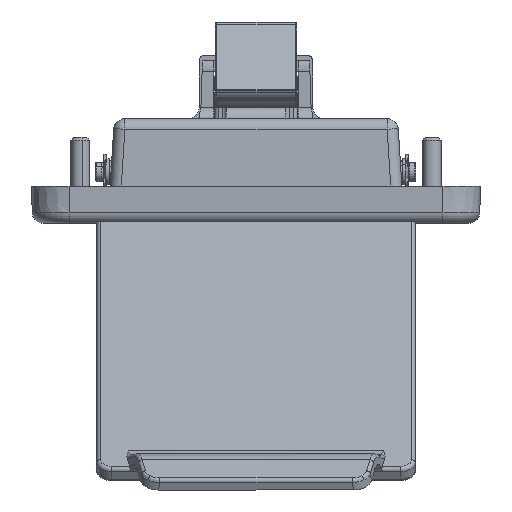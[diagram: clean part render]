
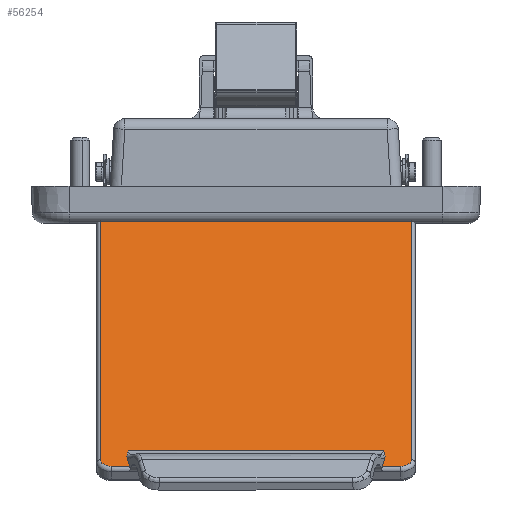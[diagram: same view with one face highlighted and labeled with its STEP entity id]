
A CAD part, left-side view. The second image highlights one B-rep face of the part: STEP entity #56254.
In plain terms, the highlighted face is planar.
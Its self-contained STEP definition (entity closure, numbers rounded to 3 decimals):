
#59 = ORIENTED_EDGE ( 'NONE', *, *, #42549, .T. ) ;
#75 = CARTESIAN_POINT ( 'NONE',  ( -57.695, 34.433, 0. ) ) ;
#784 = VECTOR ( 'NONE', #35301, 1000. ) ;
#1794 = LINE ( 'NONE', #22297, #17231 ) ;
#2002 = VERTEX_POINT ( 'NONE', #37040 ) ;
#2808 = ORIENTED_EDGE ( 'NONE', *, *, #6371, .T. ) ;
#3007 = VERTEX_POINT ( 'NONE', #25517 ) ;
#3398 = LINE ( 'NONE', #14149, #784 ) ;
#3737 = CARTESIAN_POINT ( 'NONE',  ( -61.482, 38.607, 0. ) ) ;
#3970 = DIRECTION ( 'NONE',  ( -0.985, 0.174, 0. ) ) ;
#4222 = CARTESIAN_POINT ( 'NONE',  ( -58.482, 38.607, 0. ) ) ;
#4724 = CARTESIAN_POINT ( 'NONE',  ( -61.482, -38.607, 0. ) ) ;
#5212 = DIRECTION ( 'NONE',  ( 0., 0., -1. ) ) ;
#5457 = CARTESIAN_POINT ( 'NONE',  ( -55.008, -34.282, 0. ) ) ;
#5475 = VERTEX_POINT ( 'NONE', #52963 ) ;
#5790 = CARTESIAN_POINT ( 'NONE',  ( -54.482, -34.148, 0. ) ) ;
#5829 = VECTOR ( 'NONE', #23955, 1000. ) ;
#5941 = ORIENTED_EDGE ( 'NONE', *, *, #39022, .F. ) ;
#6371 = EDGE_CURVE ( 'NONE', #24578, #65289, #41036, .T. ) ;
#8555 = CARTESIAN_POINT ( 'NONE',  ( 59.232, 41.607, 0. ) ) ;
#10194 = CARTESIAN_POINT ( 'NONE',  ( -55.007, 34.285, 0. ) ) ;
#10490 = CARTESIAN_POINT ( 'NONE',  ( -57.695, -34.433, 0. ) ) ;
#11042 = EDGE_CURVE ( 'NONE', #46929, #30294, #23806, .T. ) ;
#11426 = DIRECTION ( 'NONE',  ( 0., -1., 0. ) ) ;
#13351 = ORIENTED_EDGE ( 'NONE', *, *, #64949, .T. ) ;
#14149 = CARTESIAN_POINT ( 'NONE',  ( -75.512, 31.292, 0. ) ) ;
#14536 = LINE ( 'NONE', #23611, #5829 ) ;
#14730 = AXIS2_PLACEMENT_3D ( 'NONE', #34521, #39561, #60770 ) ;
#15524 = CARTESIAN_POINT ( 'NONE',  ( -57.157, -34.528, 0. ) ) ;
#16862 = LINE ( 'NONE', #22893, #30772 ) ;
#16976 = B_SPLINE_CURVE_WITH_KNOTS ( 'NONE', 3,
 ( #10490, #15524, #51515, #51860, #21572, #5457, #42089, #5790 ),
 .UNSPECIFIED., .F., .F.,
 ( 4, 2, 2, 4 ),
 ( 0., 0.002, 0.002, 0.003 ),
 .UNSPECIFIED. ) ;
#17231 = VECTOR ( 'NONE', #42815, 1000. ) ;
#17408 = DIRECTION ( 'NONE',  ( 0., 0., 1. ) ) ;
#18045 = FACE_OUTER_BOUND ( 'NONE', #19605, .T. ) ;
#19248 = CARTESIAN_POINT ( 'NONE',  ( -54.482, 34.148, 0. ) ) ;
#19318 = CARTESIAN_POINT ( 'NONE',  ( -58.482, 41.607, 0. ) ) ;
#19478 = CARTESIAN_POINT ( 'NONE',  ( -61.482, 33.766, 0. ) ) ;
#19605 = EDGE_LOOP ( 'NONE', ( #2808, #46660, #44033, #49653, #44365, #32778, #5941, #34264, #59, #45473, #60151, #13351 ) ) ;
#20596 = CARTESIAN_POINT ( 'NONE',  ( -55.539, 34.407, 0. ) ) ;
#21077 = LINE ( 'NONE', #22048, #52702 ) ;
#21376 = EDGE_CURVE ( 'NONE', #25258, #34295, #25081, .T. ) ;
#21572 = CARTESIAN_POINT ( 'NONE',  ( -55.54, -34.392, 0. ) ) ;
#21913 = CARTESIAN_POINT ( 'NONE',  ( 59.232, -41.607, 0. ) ) ;
#22048 = CARTESIAN_POINT ( 'NONE',  ( -62.482, -41.607, 0. ) ) ;
#22297 = CARTESIAN_POINT ( 'NONE',  ( -54.482, 35., 0. ) ) ;
#22434 = PLANE ( 'NONE',  #22574 ) ;
#22574 = AXIS2_PLACEMENT_3D ( 'NONE', #23760, #17408, #37930 ) ;
#22893 = CARTESIAN_POINT ( 'NONE',  ( -61.482, -42.607, 0. ) ) ;
#23611 = CARTESIAN_POINT ( 'NONE',  ( -62.482, 41.607, 0. ) ) ;
#23760 = CARTESIAN_POINT ( 'NONE',  ( -62.482, -39.607, 0. ) ) ;
#23806 = LINE ( 'NONE', #49376, #54019 ) ;
#23955 = DIRECTION ( 'NONE',  ( 1., 0., 0. ) ) ;
#24578 = VERTEX_POINT ( 'NONE', #8555 ) ;
#25081 = CIRCLE ( 'NONE', #50837, 3. ) ;
#25258 = VERTEX_POINT ( 'NONE', #3737 ) ;
#25375 = DIRECTION ( 'NONE',  ( 1., 0., 0. ) ) ;
#25517 = CARTESIAN_POINT ( 'NONE',  ( -54.482, 34.148, 0. ) ) ;
#28182 = VERTEX_POINT ( 'NONE', #19478 ) ;
#28571 = DIRECTION ( 'NONE',  ( 0., 1., 0. ) ) ;
#29329 = CARTESIAN_POINT ( 'NONE',  ( -57.157, 34.528, 0. ) ) ;
#30294 = VERTEX_POINT ( 'NONE', #41549 ) ;
#30772 = VECTOR ( 'NONE', #28571, 1000. ) ;
#32458 = EDGE_CURVE ( 'NONE', #44442, #46001, #45886, .T. ) ;
#32778 = ORIENTED_EDGE ( 'NONE', *, *, #57503, .T. ) ;
#33096 = B_SPLINE_CURVE_WITH_KNOTS ( 'NONE', 3,
 ( #19248, #10194, #20596, #40112, #29329, #75 ),
 .UNSPECIFIED., .F., .F.,
 ( 4, 2, 4 ),
 ( 0., 0.002, 0.003 ),
 .UNSPECIFIED. ) ;
#33629 = DIRECTION ( 'NONE',  ( 0., 1., 0. ) ) ;
#34264 = ORIENTED_EDGE ( 'NONE', *, *, #55353, .T. ) ;
#34295 = VERTEX_POINT ( 'NONE', #19318 ) ;
#34521 = CARTESIAN_POINT ( 'NONE',  ( -58.482, -38.607, 0. ) ) ;
#35301 = DIRECTION ( 'NONE',  ( -0.985, -0.174, 0. ) ) ;
#37040 = CARTESIAN_POINT ( 'NONE',  ( -57.695, 34.433, 0. ) ) ;
#37930 = DIRECTION ( 'NONE',  ( 1., 0., 0. ) ) ;
#38696 = CARTESIAN_POINT ( 'NONE',  ( -58.482, -41.607, 0. ) ) ;
#39022 = EDGE_CURVE ( 'NONE', #3007, #5475, #1794, .T. ) ;
#39561 = DIRECTION ( 'NONE',  ( 0., 0., -1. ) ) ;
#39675 = EDGE_CURVE ( 'NONE', #28182, #25258, #65920, .T. ) ;
#40112 = CARTESIAN_POINT ( 'NONE',  ( -56.618, 34.527, 0. ) ) ;
#40979 = EDGE_CURVE ( 'NONE', #46001, #30294, #16862, .T. ) ;
#41036 = LINE ( 'NONE', #57204, #44999 ) ;
#41452 = CARTESIAN_POINT ( 'NONE',  ( -57.695, -34.433, 0. ) ) ;
#41549 = CARTESIAN_POINT ( 'NONE',  ( -61.482, -33.766, 0. ) ) ;
#41577 = DIRECTION ( 'NONE',  ( -1., 0., 0. ) ) ;
#42089 = CARTESIAN_POINT ( 'NONE',  ( -54.743, -34.216, 0. ) ) ;
#42549 = EDGE_CURVE ( 'NONE', #2002, #28182, #3398, .T. ) ;
#42815 = DIRECTION ( 'NONE',  ( 0., -1., 0. ) ) ;
#44033 = ORIENTED_EDGE ( 'NONE', *, *, #32458, .T. ) ;
#44365 = ORIENTED_EDGE ( 'NONE', *, *, #11042, .F. ) ;
#44442 = VERTEX_POINT ( 'NONE', #38696 ) ;
#44999 = VECTOR ( 'NONE', #11426, 1000. ) ;
#45395 = CARTESIAN_POINT ( 'NONE',  ( -61.482, -42.607, 0. ) ) ;
#45473 = ORIENTED_EDGE ( 'NONE', *, *, #39675, .T. ) ;
#45886 = CIRCLE ( 'NONE', #14730, 3. ) ;
#46001 = VERTEX_POINT ( 'NONE', #4724 ) ;
#46660 = ORIENTED_EDGE ( 'NONE', *, *, #57059, .T. ) ;
#46929 = VERTEX_POINT ( 'NONE', #41452 ) ;
#49376 = CARTESIAN_POINT ( 'NONE',  ( -60.94, -33.861, 0. ) ) ;
#49653 = ORIENTED_EDGE ( 'NONE', *, *, #40979, .T. ) ;
#50837 = AXIS2_PLACEMENT_3D ( 'NONE', #4222, #5212, #25375 ) ;
#51515 = CARTESIAN_POINT ( 'NONE',  ( -56.618, -34.527, 0. ) ) ;
#51860 = CARTESIAN_POINT ( 'NONE',  ( -55.808, -34.437, 0. ) ) ;
#52702 = VECTOR ( 'NONE', #41577, 1000. ) ;
#52963 = CARTESIAN_POINT ( 'NONE',  ( -54.482, -34.148, 0. ) ) ;
#54019 = VECTOR ( 'NONE', #3970, 1000. ) ;
#55353 = EDGE_CURVE ( 'NONE', #3007, #2002, #33096, .T. ) ;
#56254 = ADVANCED_FACE ( 'NONE', ( #18045 ), #22434, .F. ) ;
#57059 = EDGE_CURVE ( 'NONE', #65289, #44442, #21077, .T. ) ;
#57204 = CARTESIAN_POINT ( 'NONE',  ( 59.232, -39.607, 0. ) ) ;
#57503 = EDGE_CURVE ( 'NONE', #46929, #5475, #16976, .T. ) ;
#60151 = ORIENTED_EDGE ( 'NONE', *, *, #21376, .T. ) ;
#60770 = DIRECTION ( 'NONE',  ( 1., 0., 0. ) ) ;
#61323 = VECTOR ( 'NONE', #33629, 1000. ) ;
#64949 = EDGE_CURVE ( 'NONE', #34295, #24578, #14536, .T. ) ;
#65289 = VERTEX_POINT ( 'NONE', #21913 ) ;
#65920 = LINE ( 'NONE', #45395, #61323 ) ;
